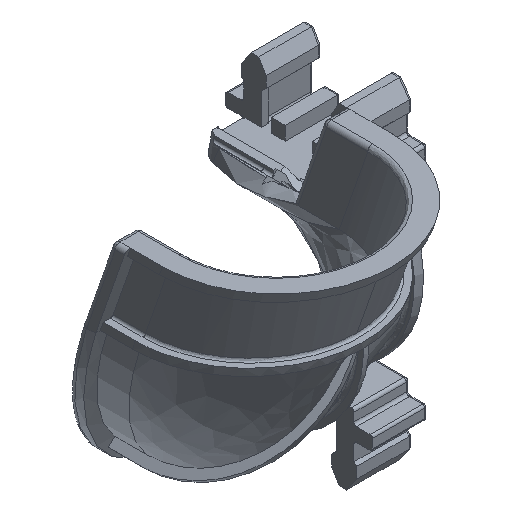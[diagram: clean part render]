
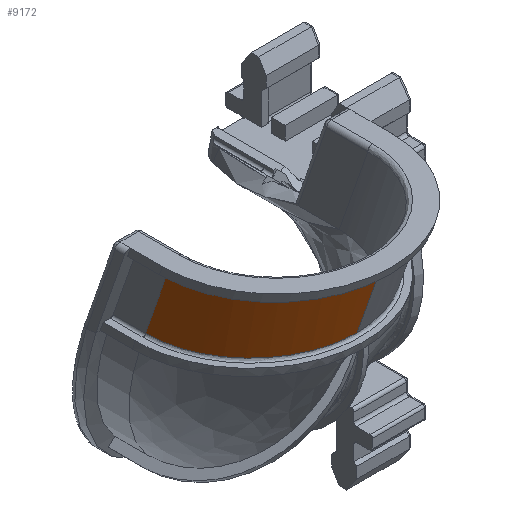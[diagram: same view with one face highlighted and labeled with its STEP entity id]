
A CAD part, isometric view. The second image highlights one B-rep face of the part: STEP entity #9172.
In plain terms, the highlighted free-form (B-spline) face has degree [2, 1] with [5, 2] control points.
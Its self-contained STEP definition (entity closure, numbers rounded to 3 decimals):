
#168 = ORIENTED_EDGE ( 'NONE', *, *, #5407, .T. ) ;
#169 = ORIENTED_EDGE ( 'NONE', *, *, #5406, .T. ) ;
#170 = ORIENTED_EDGE ( 'NONE', *, *, #5405, .T. ) ;
#171 = ORIENTED_EDGE ( 'NONE', *, *, #5404, .T. ) ;
#964 = VERTEX_POINT ( 'NONE', #12440 ) ;
#997 = VERTEX_POINT ( 'NONE', #12407 ) ;
#1018 = VERTEX_POINT ( 'NONE', #12386 ) ;
#1045 = VERTEX_POINT ( 'NONE', #12359 ) ;
#1151 = EDGE_LOOP ( 'NONE', ( #168, #169, #170, #171 ) ) ;
#5404 = EDGE_CURVE ( 'NONE', #997, #1018, #6326, .T. ) ;
#5405 = EDGE_CURVE ( 'NONE', #964, #997, #6327, .T. ) ;
#5406 = EDGE_CURVE ( 'NONE', #1045, #964, #6328, .T. ) ;
#5407 = EDGE_CURVE ( 'NONE', #1018, #1045, #6329, .T. ) ;
#5535 = CARTESIAN_POINT ( 'NONE',  ( 5.997, -52.02, 9.553 ) ) ;
#5536 = CARTESIAN_POINT ( 'NONE',  ( 5.237, -52.02, 9.553 ) ) ;
#5537 = CARTESIAN_POINT ( 'NONE',  ( 4.489, -51.945, 9.553 ) ) ;
#5538 = CARTESIAN_POINT ( 'NONE',  ( 3.386, -51.725, 9.551 ) ) ;
#5539 = CARTESIAN_POINT ( 'NONE',  ( 3.022, -51.634, 9.551 ) ) ;
#5540 = CARTESIAN_POINT ( 'NONE',  ( 2.299, -51.414, 9.549 ) ) ;
#5541 = CARTESIAN_POINT ( 'NONE',  ( 1.94, -51.285, 9.549 ) ) ;
#5544 = CARTESIAN_POINT ( 'NONE',  ( 0.895, -50.851, 9.546 ) ) ;
#5545 = CARTESIAN_POINT ( 'NONE',  ( 0.235, -50.497, 9.543 ) ) ;
#5548 = CARTESIAN_POINT ( 'NONE',  ( -0.702, -49.87, 9.539 ) ) ;
#5549 = CARTESIAN_POINT ( 'NONE',  ( -1.006, -49.644, 9.538 ) ) ;
#5550 = CARTESIAN_POINT ( 'NONE',  ( -1.592, -49.162, 9.534 ) ) ;
#5551 = CARTESIAN_POINT ( 'NONE',  ( -1.871, -48.908, 9.533 ) ) ;
#5552 = CARTESIAN_POINT ( 'NONE',  ( -2.666, -48.111, 9.527 ) ) ;
#5553 = CARTESIAN_POINT ( 'NONE',  ( -3.142, -47.531, 9.523 ) ) ;
#5554 = CARTESIAN_POINT ( 'NONE',  ( -3.771, -46.588, 9.516 ) ) ;
#5556 = CARTESIAN_POINT ( 'NONE',  ( -3.967, -46.261, 9.514 ) ) ;
#5557 = CARTESIAN_POINT ( 'NONE',  ( -4.322, -45.596, 9.509 ) ) ;
#5560 = CARTESIAN_POINT ( 'NONE',  ( -4.642, -44.918, 9.504 ) ) ;
#5561 = CARTESIAN_POINT ( 'NONE',  ( -4.895, -44.212, 9.499 ) ) ;
#5562 = CARTESIAN_POINT ( 'NONE',  ( -5.114, -43.492, 9.493 ) ) ;
#5564 = CARTESIAN_POINT ( 'NONE',  ( -5.206, -43.123, 9.491 ) ) ;
#5565 = CARTESIAN_POINT ( 'NONE',  ( -5.429, -42.007, 9.482 ) ) ;
#5569 = CARTESIAN_POINT ( 'NONE',  ( -5.503, -40.491, 9.471 ) ) ;
#5570 = CARTESIAN_POINT ( 'NONE',  ( -5.503, -41.251, 9.477 ) ) ;
#5573 = CARTESIAN_POINT ( 'NONE',  ( -5.503, -42.949, 16.498 ) ) ;
#5575 = CARTESIAN_POINT ( 'NONE',  ( -5.503, -43.709, 16.503 ) ) ;
#5576 = CARTESIAN_POINT ( 'NONE',  ( -5.429, -44.461, 16.509 ) ) ;
#5577 = CARTESIAN_POINT ( 'NONE',  ( -5.207, -45.576, 16.517 ) ) ;
#5578 = CARTESIAN_POINT ( 'NONE',  ( -5.115, -45.945, 16.52 ) ) ;
#5579 = CARTESIAN_POINT ( 'NONE',  ( -4.896, -46.666, 16.526 ) ) ;
#5582 = CARTESIAN_POINT ( 'NONE',  ( -4.643, -47.373, 16.531 ) ) ;
#5583 = CARTESIAN_POINT ( 'NONE',  ( -4.323, -48.051, 16.536 ) ) ;
#5586 = CARTESIAN_POINT ( 'NONE',  ( -3.969, -48.716, 16.541 ) ) ;
#5587 = CARTESIAN_POINT ( 'NONE',  ( -3.773, -49.043, 16.543 ) ) ;
#5588 = CARTESIAN_POINT ( 'NONE',  ( -3.143, -49.987, 16.55 ) ) ;
#5589 = CARTESIAN_POINT ( 'NONE',  ( -2.668, -50.568, 16.554 ) ) ;
#5590 = CARTESIAN_POINT ( 'NONE',  ( -1.873, -51.365, 16.559 ) ) ;
#5591 = CARTESIAN_POINT ( 'NONE',  ( -1.594, -51.618, 16.561 ) ) ;
#5594 = CARTESIAN_POINT ( 'NONE',  ( -1.009, -52.1, 16.564 ) ) ;
#5595 = CARTESIAN_POINT ( 'NONE',  ( -0.704, -52.327, 16.566 ) ) ;
#5597 = CARTESIAN_POINT ( 'NONE',  ( 0.234, -52.955, 16.57 ) ) ;
#5599 = CARTESIAN_POINT ( 'NONE',  ( 0.895, -53.309, 16.573 ) ) ;
#5600 = CARTESIAN_POINT ( 'NONE',  ( 1.939, -53.743, 16.575 ) ) ;
#5602 = CARTESIAN_POINT ( 'NONE',  ( 2.298, -53.872, 16.576 ) ) ;
#5603 = CARTESIAN_POINT ( 'NONE',  ( 3.021, -54.092, 16.578 ) ) ;
#5605 = CARTESIAN_POINT ( 'NONE',  ( 3.386, -54.183, 16.578 ) ) ;
#5606 = CARTESIAN_POINT ( 'NONE',  ( 4.489, -54.403, 16.58 ) ) ;
#5607 = CARTESIAN_POINT ( 'NONE',  ( 5.997, -54.478, 16.58 ) ) ;
#5608 = CARTESIAN_POINT ( 'NONE',  ( 5.997, -52.02, 9.553 ) ) ;
#5610 = CARTESIAN_POINT ( 'NONE',  ( 5.236, -54.478, 16.58 ) ) ;
#5611 = CARTESIAN_POINT ( 'NONE',  ( 5.997, -54.478, 16.58 ) ) ;
#5623 = CARTESIAN_POINT ( 'NONE',  ( -5.503, -42.949, 16.498 ) ) ;
#5624 = CARTESIAN_POINT ( 'NONE',  ( -5.503, -40.491, 9.471 ) ) ;
#6326 = B_SPLINE_CURVE_WITH_KNOTS ( 'NONE', 1,
 ( #5623, #5624 ),
 .UNSPECIFIED., .F., .F.,
 ( 2, 2 ),
 ( 0.127, 0.873 ),
 .UNSPECIFIED. ) ;
#6327 = B_SPLINE_CURVE_WITH_KNOTS ( 'NONE', 3,
 ( #5611, #5610, #5606, #5605, #5603, #5602, #5600, #5599, #5597, #5595, #5594, #5591, #5590, #5589, #5588, #5587, #5586, #5583, #5582, #5579, #5578, #5577, #5576, #5575, #5573 ),
 .UNSPECIFIED., .F., .F.,
 ( 4, 2, 2, 2, 2, 2, 2, 2, 2, 1, 2, 2, 4 ),
 ( 0.018, 0.021, 0.022, 0.023, 0.025, 0.026, 0.027, 0.03, 0.031, 0.032, 0.033, 0.034, 0.036 ),
 .UNSPECIFIED. ) ;
#6328 = B_SPLINE_CURVE_WITH_KNOTS ( 'NONE', 1,
 ( #5608, #5607 ),
 .UNSPECIFIED., .F., .F.,
 ( 2, 2 ),
 ( 0.017, 0.994 ),
 .UNSPECIFIED. ) ;
#6329 = B_SPLINE_CURVE_WITH_KNOTS ( 'NONE', 3,
 ( #5569, #5570, #5565, #5564, #5562, #5561, #5560, #5557, #5556, #5554, #5553, #5552, #5551, #5550, #5549, #5548, #5545, #5544, #5541, #5540, #5539, #5538, #5537, #5536, #5535 ),
 .UNSPECIFIED., .F., .F.,
 ( 4, 2, 2, 1, 2, 2, 2, 2, 2, 2, 2, 2, 4 ),
 ( 0., 0.002, 0.003, 0.005, 0.006, 0.007, 0.009, 0.01, 0.011, 0.014, 0.015, 0.016, 0.018 ),
 .UNSPECIFIED. ) ;
#6346 =( BOUNDED_SURFACE ( )  B_SPLINE_SURFACE ( 2, 1, ( 
 ( #11771, #11781 ),
 ( #11736, #11734 ),
 ( #11733, #11731 ),
 ( #11729, #11727 ),
 ( #11726, #11724 ) ),
 .UNSPECIFIED., .F., .F., .F. ) 
 B_SPLINE_SURFACE_WITH_KNOTS ( ( 3, 2, 3 ),
 ( 2, 2 ),
 ( 0., 0.5, 1. ),
 ( 0., 1. ),
 .UNSPECIFIED. ) 
 GEOMETRIC_REPRESENTATION_ITEM ( )  RATIONAL_B_SPLINE_SURFACE ( (
 ( 1., 1.),
 ( 0.707, 0.707),
 ( 1., 1.),
 ( 0.707, 0.707),
 ( 1., 1.) ) ) 
 REPRESENTATION_ITEM ( '' )  SURFACE ( )  );
#9172 = ADVANCED_FACE ( 'NONE', ( #10903 ), #6346, .T. ) ;
#10903 = FACE_OUTER_BOUND ( 'NONE', #1151, .T. ) ;
#11724 = CARTESIAN_POINT ( 'NONE',  ( 17.497, -43.366, 17.691 ) ) ;
#11726 = CARTESIAN_POINT ( 'NONE',  ( 17.497, -40.073, 8.277 ) ) ;
#11727 = CARTESIAN_POINT ( 'NONE',  ( 17.497, -54.866, 17.691 ) ) ;
#11729 = CARTESIAN_POINT ( 'NONE',  ( 17.497, -51.573, 8.277 ) ) ;
#11731 = CARTESIAN_POINT ( 'NONE',  ( 5.997, -54.866, 17.691 ) ) ;
#11733 = CARTESIAN_POINT ( 'NONE',  ( 5.997, -51.573, 8.277 ) ) ;
#11734 = CARTESIAN_POINT ( 'NONE',  ( -5.503, -54.866, 17.691 ) ) ;
#11736 = CARTESIAN_POINT ( 'NONE',  ( -5.503, -51.573, 8.277 ) ) ;
#11771 = CARTESIAN_POINT ( 'NONE',  ( -5.503, -40.073, 8.277 ) ) ;
#11781 = CARTESIAN_POINT ( 'NONE',  ( -5.503, -43.366, 17.691 ) ) ;
#12359 = CARTESIAN_POINT ( 'NONE',  ( 5.997, -52.02, 9.553 ) ) ;
#12386 = CARTESIAN_POINT ( 'NONE',  ( -5.503, -40.491, 9.471 ) ) ;
#12407 = CARTESIAN_POINT ( 'NONE',  ( -5.503, -42.949, 16.498 ) ) ;
#12440 = CARTESIAN_POINT ( 'NONE',  ( 5.997, -54.478, 16.58 ) ) ;
